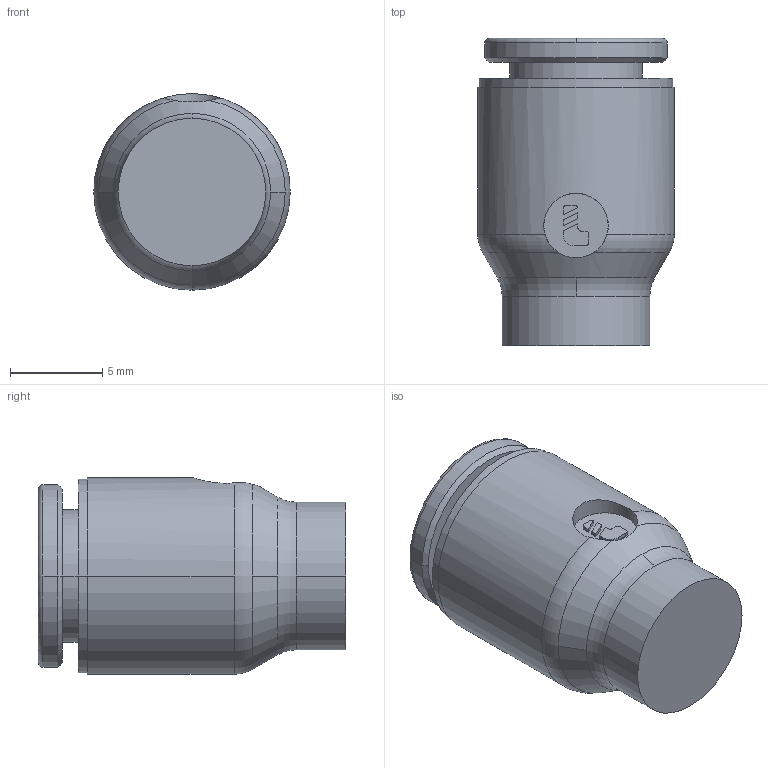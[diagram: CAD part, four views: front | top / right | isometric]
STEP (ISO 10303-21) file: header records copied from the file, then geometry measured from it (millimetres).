
FILE_DESCRIPTION(('STEP AP214'),'1');
FILE_NAME('6351_06_00WP2.stp','2016-07-07T14:17:32',('TraceParts'),('TraceParts S.A.'),'Spatial InterOp 3D',' ',' ');
FILE_SCHEMA(('automotive_design'));
Length unit declared in the file: millimetre
Products named in the file (1): 1
Bounding box: 10.65 x 16.66 x 10.65 mm (x, y, z)
Volume: 836 mm3; surface area: 1003.4 mm2
Topology: 1 solids, 1 shells, 53 faces, 131 edges, 87 vertices
Faces by surface type: plane 23, cylinder 20, torus 6, cone 4
Entity records: 1755 total; most frequent: CARTESIAN_POINT 425, DIRECTION 295, ORIENTED_EDGE 262, EDGE_CURVE 131, AXIS2_PLACEMENT_3D 116, VERTEX_POINT 87, LINE 63, VECTOR 63
